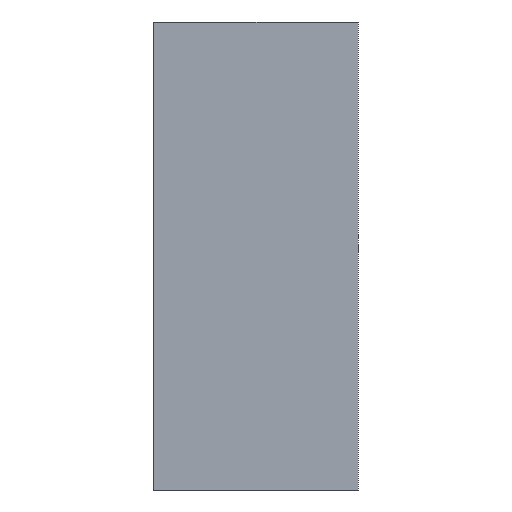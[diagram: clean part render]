
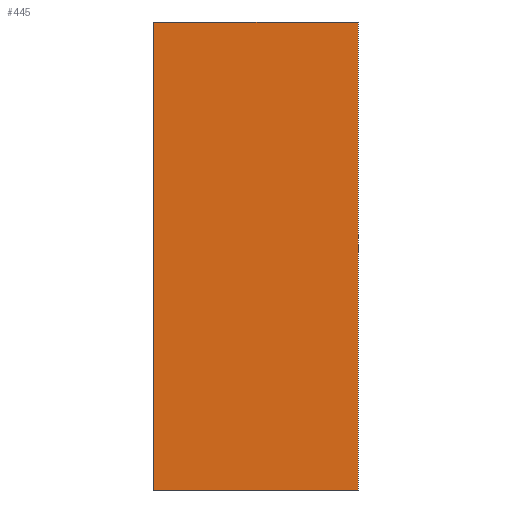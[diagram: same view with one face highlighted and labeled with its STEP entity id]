
A CAD part, left-side view. The second image highlights one B-rep face of the part: STEP entity #445.
In plain terms, the highlighted planar face has unit normal (-1, 0, 0).
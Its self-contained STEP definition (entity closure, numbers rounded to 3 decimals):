
#16 = VECTOR ( 'NONE', #1217, 1000. ) ;
#101 = DIRECTION ( 'NONE',  ( 0., 0., -1. ) ) ;
#191 = VERTEX_POINT ( 'NONE', #838 ) ;
#192 = VECTOR ( 'NONE', #101, 1000. ) ;
#259 = FACE_OUTER_BOUND ( 'NONE', #976, .T. ) ;
#262 = CARTESIAN_POINT ( 'NONE',  ( -1.6, 0.7, -0.8 ) ) ;
#274 = CARTESIAN_POINT ( 'NONE',  ( -1.6, 0., 0.8 ) ) ;
#315 = ORIENTED_EDGE ( 'NONE', *, *, #681, .F. ) ;
#358 = CARTESIAN_POINT ( 'NONE',  ( -1.6, 0., -0.8 ) ) ;
#360 = VERTEX_POINT ( 'NONE', #1018 ) ;
#368 = VERTEX_POINT ( 'NONE', #262 ) ;
#400 = EDGE_CURVE ( 'NONE', #881, #368, #913, .T. ) ;
#417 = CARTESIAN_POINT ( 'NONE',  ( -1.6, 0., 0.8 ) ) ;
#445 = ADVANCED_FACE ( 'NONE', ( #259 ), #887, .F. ) ;
#450 = DIRECTION ( 'NONE',  ( 0., -1., 0. ) ) ;
#482 = VECTOR ( 'NONE', #450, 1000. ) ;
#489 = VECTOR ( 'NONE', #1113, 1000. ) ;
#511 = EDGE_CURVE ( 'NONE', #368, #191, #678, .T. ) ;
#596 = ORIENTED_EDGE ( 'NONE', *, *, #511, .T. ) ;
#666 = LINE ( 'NONE', #274, #482 ) ;
#678 = LINE ( 'NONE', #358, #489 ) ;
#681 = EDGE_CURVE ( 'NONE', #881, #360, #666, .T. ) ;
#713 = EDGE_CURVE ( 'NONE', #360, #191, #1066, .T. ) ;
#718 = ORIENTED_EDGE ( 'NONE', *, *, #400, .T. ) ;
#801 = DIRECTION ( 'NONE',  ( 0., 0., -1. ) ) ;
#838 = CARTESIAN_POINT ( 'NONE',  ( -1.6, 0., -0.8 ) ) ;
#858 = CARTESIAN_POINT ( 'NONE',  ( -1.6, 0.7, 0.8 ) ) ;
#881 = VERTEX_POINT ( 'NONE', #858 ) ;
#887 = PLANE ( 'NONE',  #1079 ) ;
#913 = LINE ( 'NONE', #944, #192 ) ;
#944 = CARTESIAN_POINT ( 'NONE',  ( -1.6, 0.7, 0.8 ) ) ;
#976 = EDGE_LOOP ( 'NONE', ( #596, #1076, #315, #718 ) ) ;
#1017 = CARTESIAN_POINT ( 'NONE',  ( -1.6, 0., 0.8 ) ) ;
#1018 = CARTESIAN_POINT ( 'NONE',  ( -1.6, 0., 0.8 ) ) ;
#1066 = LINE ( 'NONE', #1017, #16 ) ;
#1076 = ORIENTED_EDGE ( 'NONE', *, *, #713, .F. ) ;
#1079 = AXIS2_PLACEMENT_3D ( 'NONE', #417, #1168, #801 ) ;
#1113 = DIRECTION ( 'NONE',  ( 0., -1., 0. ) ) ;
#1168 = DIRECTION ( 'NONE',  ( 1., 0., 0. ) ) ;
#1217 = DIRECTION ( 'NONE',  ( 0., 0., -1. ) ) ;
